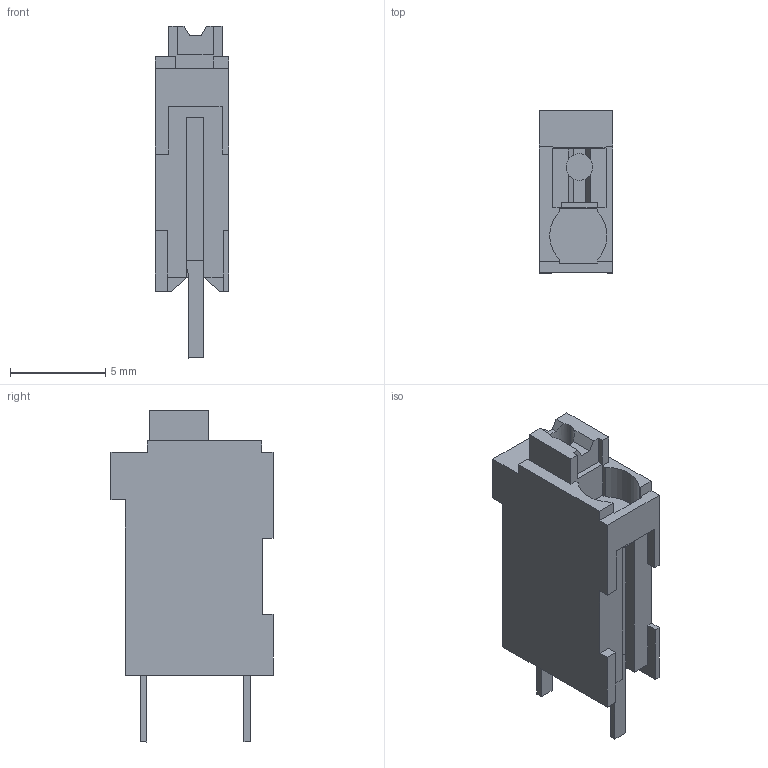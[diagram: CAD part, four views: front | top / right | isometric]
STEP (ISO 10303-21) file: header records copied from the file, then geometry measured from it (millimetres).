
FILE_DESCRIPTION(('CATIA V5 STEP Exchange','CAx-IF Rec.Pracs.--- Model Styling and Organization---1.2---2011-12-15'),'2;1');
FILE_NAME ('D1452069_0_1446220000_1446220000.stp','2018-03-27T13:55:15+00:00',('none'),('Weidmueller'),'CATIA Version 5-6 Release 2014','CATIA V5 STEP AP214','none');
FILE_SCHEMA(('AUTOMOTIVE_DESIGN { 1 0 10303 214 1 1 1 1 }'));
Length unit declared in the file: millimetre
Products named in the file (1): 1446220000
Bounding box: 3.85 x 8.5 x 17.42 mm (x, y, z)
Volume: 308.3 mm3; surface area: 509.3 mm2
Topology: 4 solids, 4 shells, 96 faces, 263 edges, 174 vertices
Faces by surface type: plane 92, cylinder 4
Entity records: 3060 total; most frequent: CARTESIAN_POINT 578, ORIENTED_EDGE 526, DIRECTION 409, EDGE_CURVE 263, VECTOR 247, LINE 247, VERTEX_POINT 174, EDGE_LOOP 97
